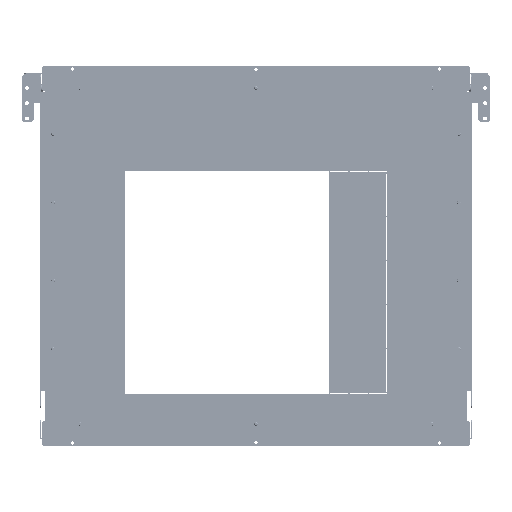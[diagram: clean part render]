
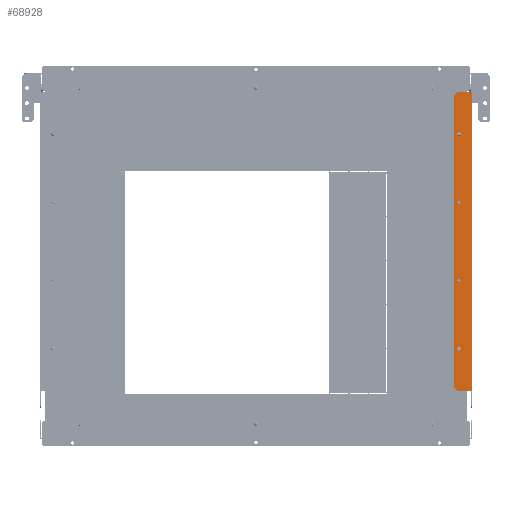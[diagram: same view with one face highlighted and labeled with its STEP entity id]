
A CAD part, left-side view. The second image highlights one B-rep face of the part: STEP entity #68928.
In plain terms, the highlighted planar face has unit normal (-1, 0, 0).
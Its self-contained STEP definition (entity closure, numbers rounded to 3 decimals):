
#3140 = EDGE_CURVE ( 'NONE', #34654, #109446, #13145, .T. ) ;
#5167 = EDGE_CURVE ( 'NONE', #15275, #10189, #47905, .T. ) ;
#5194 = DIRECTION ( 'NONE',  ( 0., 1., 0. ) ) ;
#6139 = LINE ( 'NONE', #110383, #51749 ) ;
#6158 = VERTEX_POINT ( 'NONE', #60605 ) ;
#7018 = ORIENTED_EDGE ( 'NONE', *, *, #32142, .F. ) ;
#7346 = CARTESIAN_POINT ( 'NONE',  ( -158., -354., -496. ) ) ;
#8393 = FACE_BOUND ( 'NONE', #101624, .T. ) ;
#9651 = CARTESIAN_POINT ( 'NONE',  ( -158., -332., -75. ) ) ;
#10189 = VERTEX_POINT ( 'NONE', #71711 ) ;
#10265 = CARTESIAN_POINT ( 'NONE',  ( -158., -354., -6.5 ) ) ;
#10706 = CIRCLE ( 'NONE', #93481, 2.7 ) ;
#10757 = EDGE_CURVE ( 'NONE', #6158, #105547, #39987, .T. ) ;
#10801 = VERTEX_POINT ( 'NONE', #67012 ) ;
#12553 = EDGE_CURVE ( 'NONE', #58281, #60704, #82290, .T. ) ;
#13145 = CIRCLE ( 'NONE', #43814, 2.7 ) ;
#14927 = DIRECTION ( 'NONE',  ( -1., 0., 0. ) ) ;
#15275 = VERTEX_POINT ( 'NONE', #46416 ) ;
#15556 = CARTESIAN_POINT ( 'NONE',  ( -158., -354., -6.5 ) ) ;
#16658 = CARTESIAN_POINT ( 'NONE',  ( -158., -332., -315. ) ) ;
#17056 = CARTESIAN_POINT ( 'NONE',  ( -158., -351.5, -496. ) ) ;
#17953 = DIRECTION ( 'NONE',  ( 1., 0., 0. ) ) ;
#18555 = AXIS2_PLACEMENT_3D ( 'NONE', #9651, #85761, #104335 ) ;
#20301 = CIRCLE ( 'NONE', #18555, 2.7 ) ;
#21153 = CARTESIAN_POINT ( 'NONE',  ( -158., -332., -187.5 ) ) ;
#22110 = VECTOR ( 'NONE', #47250, 1000. ) ;
#22968 = DIRECTION ( 'NONE',  ( 0., 1., 0. ) ) ;
#23244 = CARTESIAN_POINT ( 'NONE',  ( -158., -329.5, -6.5 ) ) ;
#23921 = VERTEX_POINT ( 'NONE', #17056 ) ;
#24009 = EDGE_LOOP ( 'NONE', ( #80500, #60274, #75613, #46348, #99999, #102920, #49933, #52135 ) ) ;
#24036 = CIRCLE ( 'NONE', #63616, 2.7 ) ;
#24325 = DIRECTION ( 'NONE',  ( -1., 0., 0. ) ) ;
#24383 = EDGE_CURVE ( 'NONE', #60117, #23921, #50201, .T. ) ;
#24519 = VECTOR ( 'NONE', #92372, 1000. ) ;
#27439 = DIRECTION ( 'NONE',  ( 0., 0., -1. ) ) ;
#27757 = LINE ( 'NONE', #15556, #96932 ) ;
#28025 = EDGE_LOOP ( 'NONE', ( #7018, #37048 ) ) ;
#29661 = VERTEX_POINT ( 'NONE', #94774 ) ;
#30301 = DIRECTION ( 'NONE',  ( 0., 1., 0. ) ) ;
#30879 = CIRCLE ( 'NONE', #81297, 2.7 ) ;
#31229 = CARTESIAN_POINT ( 'NONE',  ( -158., -332., -427.5 ) ) ;
#31555 = CARTESIAN_POINT ( 'NONE',  ( -158., -329.3, -75. ) ) ;
#31732 = EDGE_CURVE ( 'NONE', #109446, #34654, #30879, .T. ) ;
#32142 = EDGE_CURVE ( 'NONE', #10189, #15275, #79535, .T. ) ;
#33987 = AXIS2_PLACEMENT_3D ( 'NONE', #16658, #49384, #104415 ) ;
#34654 = VERTEX_POINT ( 'NONE', #57809 ) ;
#35313 = AXIS2_PLACEMENT_3D ( 'NONE', #76076, #75518, #93005 ) ;
#36046 = VERTEX_POINT ( 'NONE', #84190 ) ;
#36223 = DIRECTION ( 'NONE',  ( 0., -1., 0. ) ) ;
#36874 = EDGE_CURVE ( 'NONE', #36046, #68855, #24036, .T. ) ;
#37048 = ORIENTED_EDGE ( 'NONE', *, *, #5167, .F. ) ;
#39863 = CARTESIAN_POINT ( 'NONE',  ( -158., -354., -6.5 ) ) ;
#39977 = CARTESIAN_POINT ( 'NONE',  ( -158., -332., -75. ) ) ;
#39987 = LINE ( 'NONE', #64770, #24519 ) ;
#40419 = ORIENTED_EDGE ( 'NONE', *, *, #108860, .F. ) ;
#40545 = DIRECTION ( 'NONE',  ( 0., 1., 0. ) ) ;
#41049 = CARTESIAN_POINT ( 'NONE',  ( -158., -324.5, -11.5 ) ) ;
#41132 = FACE_BOUND ( 'NONE', #101537, .T. ) ;
#42222 = PLANE ( 'NONE',  #84936 ) ;
#42745 = ORIENTED_EDGE ( 'NONE', *, *, #69858, .F. ) ;
#43299 = VERTEX_POINT ( 'NONE', #73851 ) ;
#43814 = AXIS2_PLACEMENT_3D ( 'NONE', #31229, #65017, #71840 ) ;
#46008 = LINE ( 'NONE', #87752, #84698 ) ;
#46348 = ORIENTED_EDGE ( 'NONE', *, *, #108896, .F. ) ;
#46416 = CARTESIAN_POINT ( 'NONE',  ( -158., -334.7, -187.5 ) ) ;
#46733 = CARTESIAN_POINT ( 'NONE',  ( -158., -329.3, -427.5 ) ) ;
#47148 = EDGE_LOOP ( 'NONE', ( #91725, #40419 ) ) ;
#47250 = DIRECTION ( 'NONE',  ( 0., -1., 0. ) ) ;
#47905 = CIRCLE ( 'NONE', #35313, 2.7 ) ;
#47980 = ORIENTED_EDGE ( 'NONE', *, *, #31732, .F. ) ;
#48739 = EDGE_CURVE ( 'NONE', #23921, #6158, #96864, .T. ) ;
#49384 = DIRECTION ( 'NONE',  ( -1., 0., 0. ) ) ;
#49933 = ORIENTED_EDGE ( 'NONE', *, *, #60867, .T. ) ;
#50201 = LINE ( 'NONE', #7346, #97493 ) ;
#51749 = VECTOR ( 'NONE', #74328, 1000. ) ;
#52135 = ORIENTED_EDGE ( 'NONE', *, *, #90314, .T. ) ;
#56284 = EDGE_CURVE ( 'NONE', #96693, #58281, #80465, .T. ) ;
#57809 = CARTESIAN_POINT ( 'NONE',  ( -158., -334.7, -427.5 ) ) ;
#58281 = VERTEX_POINT ( 'NONE', #23244 ) ;
#59149 = FACE_OUTER_BOUND ( 'NONE', #24009, .T. ) ;
#60117 = VERTEX_POINT ( 'NONE', #99327 ) ;
#60274 = ORIENTED_EDGE ( 'NONE', *, *, #48739, .T. ) ;
#60605 = CARTESIAN_POINT ( 'NONE',  ( -158., -354., -496. ) ) ;
#60704 = VERTEX_POINT ( 'NONE', #41049 ) ;
#60867 = EDGE_CURVE ( 'NONE', #60704, #10801, #46008, .T. ) ;
#63616 = AXIS2_PLACEMENT_3D ( 'NONE', #39977, #65319, #40545 ) ;
#64770 = CARTESIAN_POINT ( 'NONE',  ( -158., -354., -251.25 ) ) ;
#65017 = DIRECTION ( 'NONE',  ( -1., 0., 0. ) ) ;
#65319 = DIRECTION ( 'NONE',  ( -1., 0., 0. ) ) ;
#67012 = CARTESIAN_POINT ( 'NONE',  ( -158., -324.5, -491. ) ) ;
#68855 = VERTEX_POINT ( 'NONE', #31555 ) ;
#68928 = ADVANCED_FACE ( 'NONE', ( #100835, #41132, #75466, #8393, #59149 ), #42222, .F. ) ;
#69858 = EDGE_CURVE ( 'NONE', #68855, #36046, #20301, .T. ) ;
#71711 = CARTESIAN_POINT ( 'NONE',  ( -158., -329.3, -187.5 ) ) ;
#71840 = DIRECTION ( 'NONE',  ( 0., 1., 0. ) ) ;
#73275 = DIRECTION ( 'NONE',  ( 0., 0.707, -0.707 ) ) ;
#73851 = CARTESIAN_POINT ( 'NONE',  ( -158., -334.7, -315. ) ) ;
#74328 = DIRECTION ( 'NONE',  ( 0., -0.707, -0.707 ) ) ;
#75466 = FACE_BOUND ( 'NONE', #28025, .T. ) ;
#75518 = DIRECTION ( 'NONE',  ( -1., 0., 0. ) ) ;
#75613 = ORIENTED_EDGE ( 'NONE', *, *, #10757, .T. ) ;
#76076 = CARTESIAN_POINT ( 'NONE',  ( -158., -332., -187.5 ) ) ;
#76113 = CARTESIAN_POINT ( 'NONE',  ( -158., -351.5, -6.5 ) ) ;
#79535 = CIRCLE ( 'NONE', #83177, 2.7 ) ;
#80465 = LINE ( 'NONE', #39863, #107747 ) ;
#80500 = ORIENTED_EDGE ( 'NONE', *, *, #24383, .T. ) ;
#80764 = CIRCLE ( 'NONE', #33987, 2.7 ) ;
#81297 = AXIS2_PLACEMENT_3D ( 'NONE', #109753, #81595, #22968 ) ;
#81595 = DIRECTION ( 'NONE',  ( -1., 0., 0. ) ) ;
#82290 = LINE ( 'NONE', #99167, #87918 ) ;
#83177 = AXIS2_PLACEMENT_3D ( 'NONE', #21153, #14927, #107396 ) ;
#84190 = CARTESIAN_POINT ( 'NONE',  ( -158., -334.7, -75. ) ) ;
#84698 = VECTOR ( 'NONE', #27439, 1000. ) ;
#84936 = AXIS2_PLACEMENT_3D ( 'NONE', #103636, #17953, #85044 ) ;
#85044 = DIRECTION ( 'NONE',  ( 0., 1., 0. ) ) ;
#85761 = DIRECTION ( 'NONE',  ( -1., 0., 0. ) ) ;
#87752 = CARTESIAN_POINT ( 'NONE',  ( -158., -324.5, -251.25 ) ) ;
#87918 = VECTOR ( 'NONE', #73275, 1000. ) ;
#90314 = EDGE_CURVE ( 'NONE', #10801, #60117, #6139, .T. ) ;
#91725 = ORIENTED_EDGE ( 'NONE', *, *, #110574, .F. ) ;
#92372 = DIRECTION ( 'NONE',  ( 0., 0., 1. ) ) ;
#93005 = DIRECTION ( 'NONE',  ( 0., 1., 0. ) ) ;
#93481 = AXIS2_PLACEMENT_3D ( 'NONE', #109987, #24325, #5194 ) ;
#94774 = CARTESIAN_POINT ( 'NONE',  ( -158., -329.3, -315. ) ) ;
#95743 = ORIENTED_EDGE ( 'NONE', *, *, #3140, .F. ) ;
#96312 = CARTESIAN_POINT ( 'NONE',  ( -158., -351.5, -496. ) ) ;
#96693 = VERTEX_POINT ( 'NONE', #76113 ) ;
#96864 = LINE ( 'NONE', #96312, #22110 ) ;
#96932 = VECTOR ( 'NONE', #36223, 1000. ) ;
#97493 = VECTOR ( 'NONE', #110488, 1000. ) ;
#98543 = ORIENTED_EDGE ( 'NONE', *, *, #36874, .F. ) ;
#99167 = CARTESIAN_POINT ( 'NONE',  ( -158., -219.375, -116.625 ) ) ;
#99327 = CARTESIAN_POINT ( 'NONE',  ( -158., -329.5, -496. ) ) ;
#99999 = ORIENTED_EDGE ( 'NONE', *, *, #56284, .T. ) ;
#100835 = FACE_BOUND ( 'NONE', #47148, .T. ) ;
#101537 = EDGE_LOOP ( 'NONE', ( #47980, #95743 ) ) ;
#101624 = EDGE_LOOP ( 'NONE', ( #42745, #98543 ) ) ;
#102920 = ORIENTED_EDGE ( 'NONE', *, *, #12553, .T. ) ;
#103636 = CARTESIAN_POINT ( 'NONE',  ( -158., -354., -251.25 ) ) ;
#104335 = DIRECTION ( 'NONE',  ( 0., 1., 0. ) ) ;
#104415 = DIRECTION ( 'NONE',  ( 0., 1., 0. ) ) ;
#105547 = VERTEX_POINT ( 'NONE', #10265 ) ;
#107396 = DIRECTION ( 'NONE',  ( 0., 1., 0. ) ) ;
#107747 = VECTOR ( 'NONE', #30301, 1000. ) ;
#108860 = EDGE_CURVE ( 'NONE', #43299, #29661, #80764, .T. ) ;
#108896 = EDGE_CURVE ( 'NONE', #96693, #105547, #27757, .T. ) ;
#109446 = VERTEX_POINT ( 'NONE', #46733 ) ;
#109753 = CARTESIAN_POINT ( 'NONE',  ( -158., -332., -427.5 ) ) ;
#109987 = CARTESIAN_POINT ( 'NONE',  ( -158., -332., -315. ) ) ;
#110383 = CARTESIAN_POINT ( 'NONE',  ( -158., -219.375, -385.875 ) ) ;
#110488 = DIRECTION ( 'NONE',  ( 0., -1., 0. ) ) ;
#110574 = EDGE_CURVE ( 'NONE', #29661, #43299, #10706, .T. ) ;
